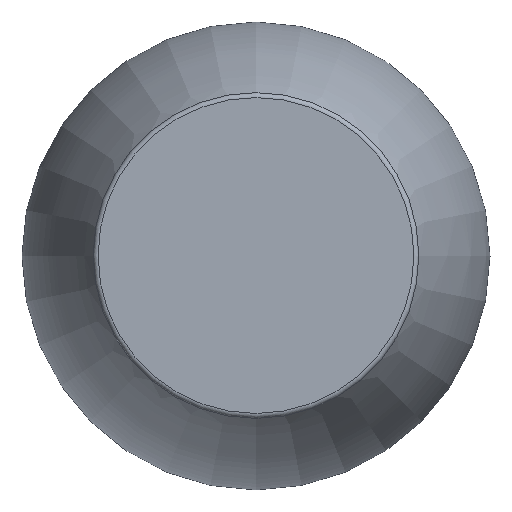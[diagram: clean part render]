
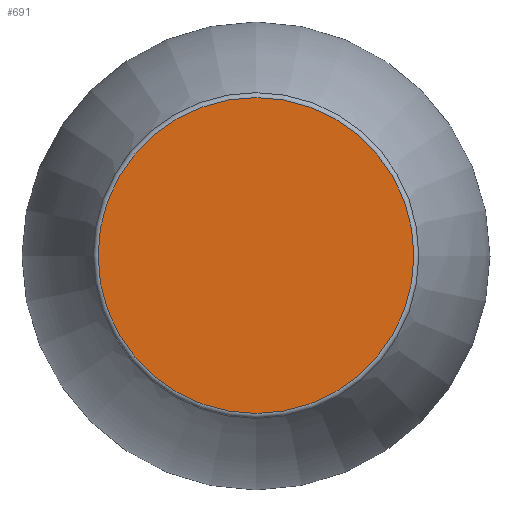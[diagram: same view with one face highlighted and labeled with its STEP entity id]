
A CAD part, top view. The second image highlights one B-rep face of the part: STEP entity #691.
In plain terms, the highlighted planar face has unit normal (0, 0, 1).
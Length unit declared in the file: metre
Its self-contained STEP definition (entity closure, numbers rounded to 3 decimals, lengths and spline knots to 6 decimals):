
#90=PLANE('',#800);
#265=ORIENTED_EDGE('',*,*,#382,.F.);
#382=EDGE_CURVE('',#459,#459,#501,.T.);
#459=VERTEX_POINT('',#4980);
#501=CIRCLE('',#801,0.064224);
#557=EDGE_LOOP('',(#265));
#630=FACE_BOUND('',#557,.T.);
#691=ADVANCED_FACE('',(#630),#90,.T.);
#800=AXIS2_PLACEMENT_3D('',#4978,#930,#931);
#801=AXIS2_PLACEMENT_3D('',#4979,#932,#933);
#930=DIRECTION('',(0.,0.,1.));
#931=DIRECTION('',(1.,0.,0.));
#932=DIRECTION('',(0.,0.,-1.));
#933=DIRECTION('',(1.,0.,0.));
#4978=CARTESIAN_POINT('',(-0.066224,0.,0.258));
#4979=CARTESIAN_POINT('',(0.,0.,0.258));
#4980=CARTESIAN_POINT('',(0.064224,0.,0.258));
